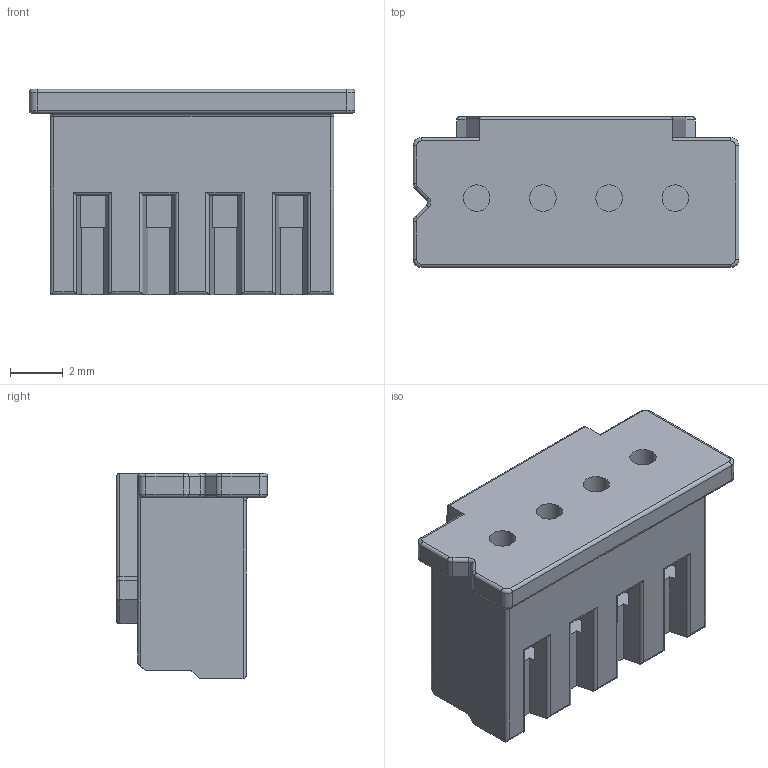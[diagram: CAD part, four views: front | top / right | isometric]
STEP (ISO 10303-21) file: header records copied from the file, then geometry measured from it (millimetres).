
FILE_DESCRIPTION(/* description */ ('STEP AP214'),/* implementation_level */ '2;1');
FILE_NAME(/* name */ 'JST XHP-4.step',/* time_stamp */ '2025-11-18T10:59:40-05:00',/* author */ (''),/* organization */ (''),/* preprocessor_version */ 'ST-DEVELOPER v20.1',/* originating_system */ 'Autodesk Translation Framework v14.21.0.0',/* authorisation */ '');
FILE_SCHEMA (('AUTOMOTIVE_DESIGN { 1 0 10303 214 3 1 1 }'));
Length unit declared in the file: metre
Products named in the file (1): 1
Bounding box: 12.3 x 5.7 x 7.75 mm (x, y, z)
Volume: 253.9 mm3; surface area: 592.4 mm2
Topology: 1 solids, 1 shells, 182 faces, 476 edges, 296 vertices
Faces by surface type: plane 103, cylinder 63, torus 16
Full cylindrical faces by diameter (mm): 1 x4
Entity records: 5590 total; most frequent: CARTESIAN_POINT 965, DIRECTION 964, ORIENTED_EDGE 952, EDGE_CURVE 476, LINE 350, VECTOR 350, AXIS2_PLACEMENT_3D 307, VERTEX_POINT 296
